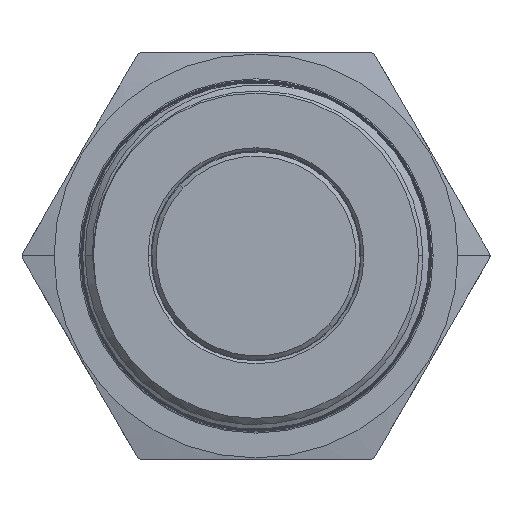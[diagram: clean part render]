
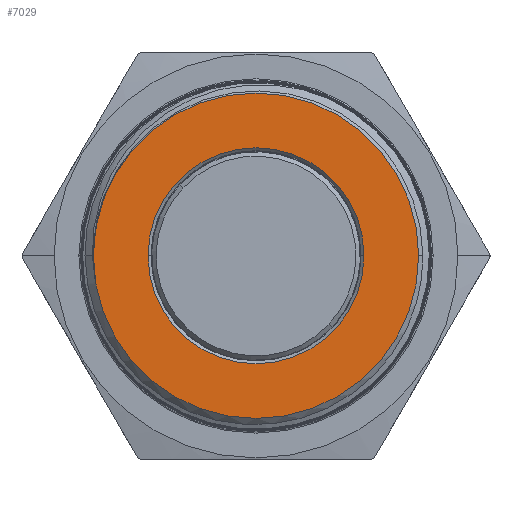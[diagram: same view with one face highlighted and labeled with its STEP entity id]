
A CAD part, top view. The second image highlights one B-rep face of the part: STEP entity #7029.
In plain terms, the highlighted planar face has unit normal (0, 0, 1).
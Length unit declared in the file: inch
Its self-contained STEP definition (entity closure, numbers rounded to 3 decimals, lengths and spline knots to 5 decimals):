
#326 = CARTESIAN_POINT ( 'NONE',  ( 0., 0., 1.2 ) ) ;
#327 = DIRECTION ( 'NONE',  ( 0., 0., -1. ) ) ;
#328 = DIRECTION ( 'NONE',  ( -1., 0., 0. ) ) ;
#386 = AXIS2_PLACEMENT_3D ( 'NONE', #4853, #4854, #4855 ) ;
#398 = AXIS2_PLACEMENT_3D ( 'NONE', #5381, #5382, #5383 ) ;
#2917 = EDGE_LOOP ( 'NONE', ( #3264, #3265 ) ) ;
#2921 = EDGE_LOOP ( 'NONE', ( #3262, #3263 ) ) ;
#2951 = CIRCLE ( 'NONE', #3429, 1.0997 ) ;
#2972 = CIRCLE ( 'NONE', #3432, 1.0997 ) ;
#3037 = CIRCLE ( 'NONE', #386, 0.73 ) ;
#3079 = CARTESIAN_POINT ( 'NONE',  ( 0., 0., 1.2 ) ) ;
#3080 = DIRECTION ( 'NONE',  ( 0., 0., -1. ) ) ;
#3081 = DIRECTION ( 'NONE',  ( -1., 0., 0. ) ) ;
#3214 = VERTEX_POINT ( 'NONE', #8004 ) ;
#3215 = VERTEX_POINT ( 'NONE', #8012 ) ;
#3262 = ORIENTED_EDGE ( 'NONE', *, *, #4838, .T. ) ;
#3263 = ORIENTED_EDGE ( 'NONE', *, *, #4822, .T. ) ;
#3264 = ORIENTED_EDGE ( 'NONE', *, *, #3280, .F. ) ;
#3265 = ORIENTED_EDGE ( 'NONE', *, *, #3293, .F. ) ;
#3280 = EDGE_CURVE ( 'NONE', #6873, #6868, #2951, .T. ) ;
#3293 = EDGE_CURVE ( 'NONE', #6868, #6873, #2972, .T. ) ;
#3429 = AXIS2_PLACEMENT_3D ( 'NONE', #3079, #3080, #3081 ) ;
#3432 = AXIS2_PLACEMENT_3D ( 'NONE', #326, #327, #328 ) ;
#4822 = EDGE_CURVE ( 'NONE', #3214, #3215, #3037, .T. ) ;
#4838 = EDGE_CURVE ( 'NONE', #3215, #3214, #7114, .T. ) ;
#4853 = CARTESIAN_POINT ( 'NONE',  ( 0., 0., 1.2 ) ) ;
#4854 = DIRECTION ( 'NONE',  ( 0., 0., -1. ) ) ;
#4855 = DIRECTION ( 'NONE',  ( -1., 0., 0. ) ) ;
#5381 = CARTESIAN_POINT ( 'NONE',  ( 0., 0., 1.2 ) ) ;
#5382 = DIRECTION ( 'NONE',  ( 0., 0., -1. ) ) ;
#5383 = DIRECTION ( 'NONE',  ( -1., 0., 0. ) ) ;
#5422 = CARTESIAN_POINT ( 'NONE',  ( -1.0997, 0., 1.2 ) ) ;
#5442 = CARTESIAN_POINT ( 'NONE',  ( 1.0997, 0., 1.2 ) ) ;
#5493 = AXIS2_PLACEMENT_3D ( 'NONE', #7350, #7349, #7354 ) ;
#6868 = VERTEX_POINT ( 'NONE', #5442 ) ;
#6873 = VERTEX_POINT ( 'NONE', #5422 ) ;
#7029 = ADVANCED_FACE ( 'NONE', ( #7202, #7203 ), #7352, .T. ) ;
#7114 = CIRCLE ( 'NONE', #398, 0.73 ) ;
#7202 = FACE_BOUND ( 'NONE', #2921, .T. ) ;
#7203 = FACE_OUTER_BOUND ( 'NONE', #2917, .T. ) ;
#7349 = DIRECTION ( 'NONE',  ( 0., 0., 1. ) ) ;
#7350 = CARTESIAN_POINT ( 'NONE',  ( 0., 0., 1.2 ) ) ;
#7352 = PLANE ( 'NONE',  #5493 ) ;
#7354 = DIRECTION ( 'NONE',  ( 1., 0., 0. ) ) ;
#8004 = CARTESIAN_POINT ( 'NONE',  ( -0.73, 0., 1.2 ) ) ;
#8012 = CARTESIAN_POINT ( 'NONE',  ( 0.73, 0., 1.2 ) ) ;
